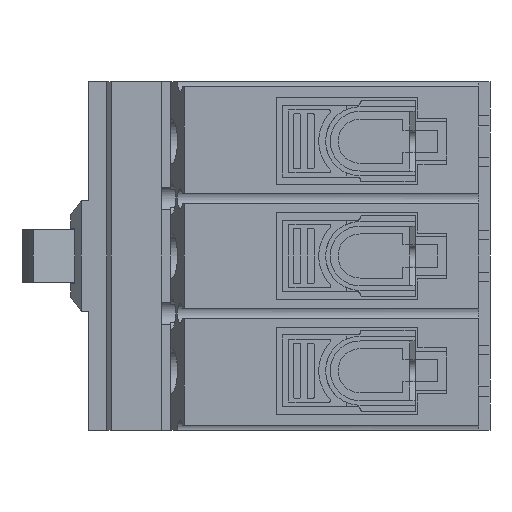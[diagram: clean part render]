
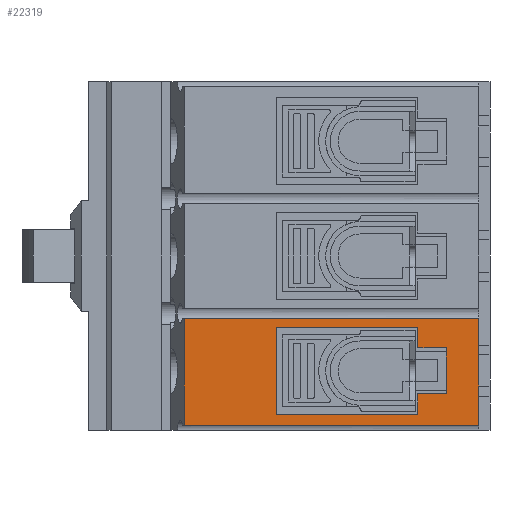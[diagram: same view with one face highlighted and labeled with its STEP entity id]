
A CAD part, left-side view. The second image highlights one B-rep face of the part: STEP entity #22319.
In plain terms, the highlighted planar face has unit normal (-1, 0, 0).
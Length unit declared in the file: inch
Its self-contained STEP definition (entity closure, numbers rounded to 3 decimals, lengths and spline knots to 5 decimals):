
#383 = EDGE_LOOP ( 'NONE', ( #33744, #3634, #39089, #26324, #13106, #18623, #34830, #39978 ) ) ;
#419 = EDGE_LOOP ( 'NONE', ( #19317, #34651, #25641, #31757 ) ) ;
#446 = VERTEX_POINT ( 'NONE', #30021 ) ;
#874 = LINE ( 'NONE', #10507, #6039 ) ;
#1115 = DIRECTION ( 'NONE',  ( 0., 0., -1. ) ) ;
#1332 = LINE ( 'NONE', #14682, #16467 ) ;
#2264 = FACE_BOUND ( 'NONE', #383, .T. ) ;
#2862 = EDGE_CURVE ( 'NONE', #14880, #446, #32984, .T. ) ;
#3163 = DIRECTION ( 'NONE',  ( 0., 0., 1. ) ) ;
#3401 = LINE ( 'NONE', #13669, #16410 ) ;
#3634 = ORIENTED_EDGE ( 'NONE', *, *, #13325, .F. ) ;
#4210 = EDGE_CURVE ( 'NONE', #18312, #19544, #22002, .T. ) ;
#4779 = CARTESIAN_POINT ( 'NONE',  ( -2.55906, 1.83071, -1.49606 ) ) ;
#4904 = DIRECTION ( 'NONE',  ( -1., 0., 0. ) ) ;
#5054 = EDGE_CURVE ( 'NONE', #19544, #27189, #3401, .T. ) ;
#5113 = DIRECTION ( 'NONE',  ( 0., 0., 1. ) ) ;
#6039 = VECTOR ( 'NONE', #17531, 39.37008 ) ;
#7460 = DIRECTION ( 'NONE',  ( 0., -1., 0. ) ) ;
#7864 = LINE ( 'NONE', #9710, #17236 ) ;
#8109 = CARTESIAN_POINT ( 'NONE',  ( -2.55906, 0.61811, -1.49606 ) ) ;
#8189 = CARTESIAN_POINT ( 'NONE',  ( -2.55906, 0.61811, -1.1811 ) ) ;
#8554 = VECTOR ( 'NONE', #23040, 39.37008 ) ;
#8682 = CARTESIAN_POINT ( 'NONE',  ( -2.55906, 0., -1.45079 ) ) ;
#9648 = LINE ( 'NONE', #18903, #8554 ) ;
#9673 = VECTOR ( 'NONE', #42190, 39.37008 ) ;
#9710 = CARTESIAN_POINT ( 'NONE',  ( -2.55906, 2.62205, 1.49606 ) ) ;
#9849 = EDGE_CURVE ( 'NONE', #28712, #40673, #30928, .T. ) ;
#10336 = VERTEX_POINT ( 'NONE', #21888 ) ;
#10507 = CARTESIAN_POINT ( 'NONE',  ( -2.55906, 0.37402, -0.98425 ) ) ;
#10861 = AXIS2_PLACEMENT_3D ( 'NONE', #21774, #4904, #5113 ) ;
#10942 = VERTEX_POINT ( 'NONE', #13870 ) ;
#11381 = DIRECTION ( 'NONE',  ( 0., 1., 0. ) ) ;
#11511 = VECTOR ( 'NONE', #22072, 39.37008 ) ;
#11796 = VERTEX_POINT ( 'NONE', #36541 ) ;
#13106 = ORIENTED_EDGE ( 'NONE', *, *, #21563, .T. ) ;
#13325 = EDGE_CURVE ( 'NONE', #18312, #35661, #874, .T. ) ;
#13369 = EDGE_CURVE ( 'NONE', #11796, #10942, #7864, .T. ) ;
#13669 = CARTESIAN_POINT ( 'NONE',  ( -2.55906, 0.61811, -1.49606 ) ) ;
#13870 = CARTESIAN_POINT ( 'NONE',  ( -2.55906, 2.62205, -1.45079 ) ) ;
#14682 = CARTESIAN_POINT ( 'NONE',  ( -2.55906, 0., -1.35827 ) ) ;
#14880 = VERTEX_POINT ( 'NONE', #41912 ) ;
#15048 = LINE ( 'NONE', #8682, #11511 ) ;
#15552 = CARTESIAN_POINT ( 'NONE',  ( -2.55906, 0.61811, -0.7874 ) ) ;
#16410 = VECTOR ( 'NONE', #39782, 39.37008 ) ;
#16467 = VECTOR ( 'NONE', #11381, 39.37008 ) ;
#16526 = CARTESIAN_POINT ( 'NONE',  ( -2.55906, 0.09843, 1.49606 ) ) ;
#16971 = CARTESIAN_POINT ( 'NONE',  ( -2.55906, 0.61811, -1.35827 ) ) ;
#17236 = VECTOR ( 'NONE', #37692, 39.37008 ) ;
#17531 = DIRECTION ( 'NONE',  ( 0., 0., 1. ) ) ;
#18312 = VERTEX_POINT ( 'NONE', #28245 ) ;
#18623 = ORIENTED_EDGE ( 'NONE', *, *, #40977, .T. ) ;
#18776 = LINE ( 'NONE', #25555, #9673 ) ;
#18903 = CARTESIAN_POINT ( 'NONE',  ( -2.55906, 0., -0.5374 ) ) ;
#19317 = ORIENTED_EDGE ( 'NONE', *, *, #2862, .T. ) ;
#19544 = VERTEX_POINT ( 'NONE', #8189 ) ;
#21321 = PLANE ( 'NONE',  #10861 ) ;
#21563 = EDGE_CURVE ( 'NONE', #27189, #27685, #1332, .T. ) ;
#21774 = CARTESIAN_POINT ( 'NONE',  ( -2.55906, 0., -1.49606 ) ) ;
#21888 = CARTESIAN_POINT ( 'NONE',  ( -2.55906, 1.83071, -0.61024 ) ) ;
#22002 = LINE ( 'NONE', #28134, #25791 ) ;
#22072 = DIRECTION ( 'NONE',  ( 0., -1., 0. ) ) ;
#22319 = ADVANCED_FACE ( 'NONE', ( #2264, #35135 ), #21321, .T. ) ;
#23040 = DIRECTION ( 'NONE',  ( 0., 1., 0. ) ) ;
#23260 = VECTOR ( 'NONE', #31513, 39.37008 ) ;
#23677 = EDGE_CURVE ( 'NONE', #10336, #28712, #37063, .T. ) ;
#24850 = EDGE_CURVE ( 'NONE', #40673, #35661, #18776, .T. ) ;
#25555 = CARTESIAN_POINT ( 'NONE',  ( -2.55906, 0., -0.7874 ) ) ;
#25641 = ORIENTED_EDGE ( 'NONE', *, *, #13369, .T. ) ;
#25791 = VECTOR ( 'NONE', #28358, 39.37008 ) ;
#26324 = ORIENTED_EDGE ( 'NONE', *, *, #5054, .T. ) ;
#26979 = CARTESIAN_POINT ( 'NONE',  ( -2.55906, 0., -0.61024 ) ) ;
#27189 = VERTEX_POINT ( 'NONE', #16971 ) ;
#27685 = VERTEX_POINT ( 'NONE', #31334 ) ;
#28134 = CARTESIAN_POINT ( 'NONE',  ( -2.55906, 0., -1.1811 ) ) ;
#28245 = CARTESIAN_POINT ( 'NONE',  ( -2.55906, 0.37402, -1.1811 ) ) ;
#28358 = DIRECTION ( 'NONE',  ( 0., 1., 0. ) ) ;
#28712 = VERTEX_POINT ( 'NONE', #29255 ) ;
#29255 = CARTESIAN_POINT ( 'NONE',  ( -2.55906, 0.61811, -0.61024 ) ) ;
#30021 = CARTESIAN_POINT ( 'NONE',  ( -2.55906, 0.09843, -0.5374 ) ) ;
#30928 = LINE ( 'NONE', #8109, #42442 ) ;
#31334 = CARTESIAN_POINT ( 'NONE',  ( -2.55906, 1.83071, -1.35827 ) ) ;
#31513 = DIRECTION ( 'NONE',  ( 0., 0., 1. ) ) ;
#31757 = ORIENTED_EDGE ( 'NONE', *, *, #43229, .T. ) ;
#32984 = LINE ( 'NONE', #16526, #36985 ) ;
#33744 = ORIENTED_EDGE ( 'NONE', *, *, #24850, .T. ) ;
#34651 = ORIENTED_EDGE ( 'NONE', *, *, #39100, .T. ) ;
#34785 = LINE ( 'NONE', #4779, #23260 ) ;
#34830 = ORIENTED_EDGE ( 'NONE', *, *, #23677, .T. ) ;
#35135 = FACE_OUTER_BOUND ( 'NONE', #419, .T. ) ;
#35499 = VECTOR ( 'NONE', #7460, 39.37008 ) ;
#35661 = VERTEX_POINT ( 'NONE', #42283 ) ;
#36541 = CARTESIAN_POINT ( 'NONE',  ( -2.55906, 2.62205, -0.5374 ) ) ;
#36985 = VECTOR ( 'NONE', #3163, 39.37008 ) ;
#37063 = LINE ( 'NONE', #26979, #35499 ) ;
#37692 = DIRECTION ( 'NONE',  ( 0., 0., -1. ) ) ;
#39089 = ORIENTED_EDGE ( 'NONE', *, *, #4210, .T. ) ;
#39100 = EDGE_CURVE ( 'NONE', #446, #11796, #9648, .T. ) ;
#39782 = DIRECTION ( 'NONE',  ( 0., 0., -1. ) ) ;
#39978 = ORIENTED_EDGE ( 'NONE', *, *, #9849, .T. ) ;
#40673 = VERTEX_POINT ( 'NONE', #15552 ) ;
#40977 = EDGE_CURVE ( 'NONE', #27685, #10336, #34785, .T. ) ;
#41912 = CARTESIAN_POINT ( 'NONE',  ( -2.55906, 0.09843, -1.45079 ) ) ;
#42190 = DIRECTION ( 'NONE',  ( 0., -1., 0. ) ) ;
#42283 = CARTESIAN_POINT ( 'NONE',  ( -2.55906, 0.37402, -0.7874 ) ) ;
#42442 = VECTOR ( 'NONE', #1115, 39.37008 ) ;
#43229 = EDGE_CURVE ( 'NONE', #10942, #14880, #15048, .T. ) ;
